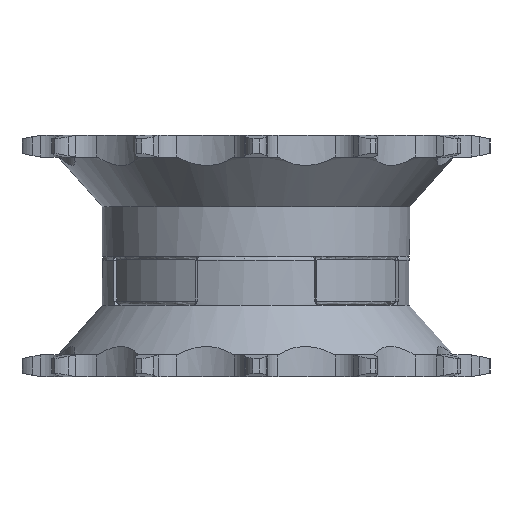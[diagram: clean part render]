
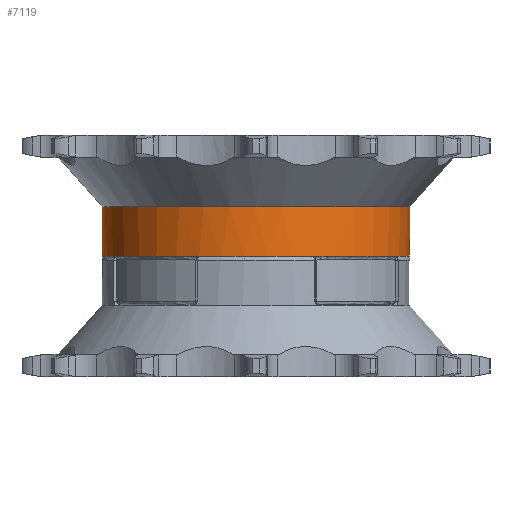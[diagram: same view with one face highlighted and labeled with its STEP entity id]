
A CAD part, front view. The second image highlights one B-rep face of the part: STEP entity #7119.
In plain terms, the highlighted cylindrical face has radius 35 mm (diameter 70 mm), a full revolution.
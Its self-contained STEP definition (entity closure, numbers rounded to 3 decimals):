
#427=LINE('',#10948,#860);
#860=VECTOR('',#8503,35.);
#1269=CYLINDRICAL_SURFACE('',#7586,35.);
#1480=FACE_OUTER_BOUND('',#1888,.T.);
#1888=EDGE_LOOP('',(#4881,#4882,#4883,#4884,#4885,#4886,#4887,#4888,#4889,
#4890,#4891,#4892,#4893));
#2452=CIRCLE('',#7524,35.);
#2455=CIRCLE('',#7533,35.);
#2458=CIRCLE('',#7542,35.);
#2461=CIRCLE('',#7551,35.);
#2463=CIRCLE('',#7555,35.);
#2464=CIRCLE('',#7556,35.);
#2465=CIRCLE('',#7557,35.);
#2466=CIRCLE('',#7558,35.);
#2468=CIRCLE('',#7560,35.);
#2481=CIRCLE('',#7587,35.);
#2482=CIRCLE('',#7588,35.);
#2819=VERTEX_POINT('',#10501);
#2821=VERTEX_POINT('',#10523);
#2826=VERTEX_POINT('',#10601);
#2828=VERTEX_POINT('',#10623);
#2833=VERTEX_POINT('',#10701);
#2835=VERTEX_POINT('',#10723);
#2840=VERTEX_POINT('',#10801);
#2842=VERTEX_POINT('',#10823);
#2845=VERTEX_POINT('',#10864);
#2860=VERTEX_POINT('',#10947);
#2861=VERTEX_POINT('',#10949);
#3564=EDGE_CURVE('',#2819,#2821,#2452,.T.);
#3577=EDGE_CURVE('',#2826,#2828,#2455,.T.);
#3590=EDGE_CURVE('',#2833,#2835,#2458,.T.);
#3603=EDGE_CURVE('',#2840,#2842,#2461,.T.);
#3609=EDGE_CURVE('',#2821,#2826,#2463,.T.);
#3610=EDGE_CURVE('',#2828,#2845,#2464,.T.);
#3611=EDGE_CURVE('',#2845,#2833,#2465,.T.);
#3612=EDGE_CURVE('',#2835,#2840,#2466,.T.);
#3616=EDGE_CURVE('',#2842,#2819,#2468,.T.);
#3638=EDGE_CURVE('',#2845,#2860,#427,.T.);
#3639=EDGE_CURVE('',#2861,#2860,#2481,.T.);
#3640=EDGE_CURVE('',#2860,#2861,#2482,.T.);
#4881=ORIENTED_EDGE('',*,*,#3616,.F.);
#4882=ORIENTED_EDGE('',*,*,#3603,.F.);
#4883=ORIENTED_EDGE('',*,*,#3612,.F.);
#4884=ORIENTED_EDGE('',*,*,#3590,.F.);
#4885=ORIENTED_EDGE('',*,*,#3611,.F.);
#4886=ORIENTED_EDGE('',*,*,#3638,.T.);
#4887=ORIENTED_EDGE('',*,*,#3639,.F.);
#4888=ORIENTED_EDGE('',*,*,#3640,.F.);
#4889=ORIENTED_EDGE('',*,*,#3638,.F.);
#4890=ORIENTED_EDGE('',*,*,#3610,.F.);
#4891=ORIENTED_EDGE('',*,*,#3577,.F.);
#4892=ORIENTED_EDGE('',*,*,#3609,.F.);
#4893=ORIENTED_EDGE('',*,*,#3564,.F.);
#7119=ADVANCED_FACE('',(#1480),#1269,.T.);
#7524=AXIS2_PLACEMENT_3D('',#10524,#8355,#8356);
#7533=AXIS2_PLACEMENT_3D('',#10624,#8377,#8378);
#7542=AXIS2_PLACEMENT_3D('',#10724,#8399,#8400);
#7551=AXIS2_PLACEMENT_3D('',#10824,#8421,#8422);
#7555=AXIS2_PLACEMENT_3D('',#10863,#8430,#8431);
#7556=AXIS2_PLACEMENT_3D('',#10865,#8432,#8433);
#7557=AXIS2_PLACEMENT_3D('',#10866,#8434,#8435);
#7558=AXIS2_PLACEMENT_3D('',#10867,#8436,#8437);
#7560=AXIS2_PLACEMENT_3D('',#10873,#8442,#8443);
#7586=AXIS2_PLACEMENT_3D('',#10946,#8501,#8502);
#7587=AXIS2_PLACEMENT_3D('',#10950,#8504,#8505);
#7588=AXIS2_PLACEMENT_3D('',#10951,#8506,#8507);
#8355=DIRECTION('center_axis',(0.,0.,-1.));
#8356=DIRECTION('ref_axis',(1.,0.,0.));
#8377=DIRECTION('center_axis',(0.,0.,-1.));
#8378=DIRECTION('ref_axis',(1.,0.,0.));
#8399=DIRECTION('center_axis',(0.,0.,-1.));
#8400=DIRECTION('ref_axis',(1.,0.,0.));
#8421=DIRECTION('center_axis',(0.,0.,-1.));
#8422=DIRECTION('ref_axis',(1.,0.,0.));
#8430=DIRECTION('center_axis',(0.,0.,-1.));
#8431=DIRECTION('ref_axis',(1.,0.,0.));
#8432=DIRECTION('center_axis',(0.,0.,-1.));
#8433=DIRECTION('ref_axis',(1.,0.,0.));
#8434=DIRECTION('center_axis',(0.,0.,-1.));
#8435=DIRECTION('ref_axis',(1.,0.,0.));
#8436=DIRECTION('center_axis',(0.,0.,-1.));
#8437=DIRECTION('ref_axis',(1.,0.,0.));
#8442=DIRECTION('center_axis',(0.,0.,-1.));
#8443=DIRECTION('ref_axis',(1.,0.,0.));
#8501=DIRECTION('center_axis',(0.,0.,-1.));
#8502=DIRECTION('ref_axis',(1.,0.,0.));
#8503=DIRECTION('',(0.,0.,1.));
#8504=DIRECTION('center_axis',(0.,0.,1.));
#8505=DIRECTION('ref_axis',(1.,0.,0.));
#8506=DIRECTION('center_axis',(0.,0.,1.));
#8507=DIRECTION('ref_axis',(1.,0.,0.));
#10501=CARTESIAN_POINT('',(32.524,-12.931,-27.5));
#10523=CARTESIAN_POINT('',(12.931,-32.524,-27.5));
#10524=CARTESIAN_POINT('Origin',(0.,0.,-27.5));
#10601=CARTESIAN_POINT('',(-12.931,-32.524,-27.5));
#10623=CARTESIAN_POINT('',(-32.524,-12.931,-27.5));
#10624=CARTESIAN_POINT('Origin',(0.,0.,-27.5));
#10701=CARTESIAN_POINT('',(-32.524,12.931,-27.5));
#10723=CARTESIAN_POINT('',(-12.931,32.524,-27.5));
#10724=CARTESIAN_POINT('Origin',(0.,0.,-27.5));
#10801=CARTESIAN_POINT('',(12.931,32.524,-27.5));
#10823=CARTESIAN_POINT('',(32.524,12.931,-27.5));
#10824=CARTESIAN_POINT('Origin',(0.,0.,-27.5));
#10863=CARTESIAN_POINT('Origin',(0.,0.,-27.5));
#10864=CARTESIAN_POINT('',(-35.,0.,-27.5));
#10865=CARTESIAN_POINT('Origin',(0.,0.,-27.5));
#10866=CARTESIAN_POINT('Origin',(0.,0.,-27.5));
#10867=CARTESIAN_POINT('Origin',(0.,0.,-27.5));
#10873=CARTESIAN_POINT('Origin',(0.,0.,-27.5));
#10946=CARTESIAN_POINT('Origin',(0.,0.,-16.25));
#10947=CARTESIAN_POINT('',(-35.,0.,-16.25));
#10948=CARTESIAN_POINT('',(-35.,0.,-16.25));
#10949=CARTESIAN_POINT('',(35.,0.,-16.25));
#10950=CARTESIAN_POINT('Origin',(0.,0.,-16.25));
#10951=CARTESIAN_POINT('Origin',(0.,0.,-16.25));
